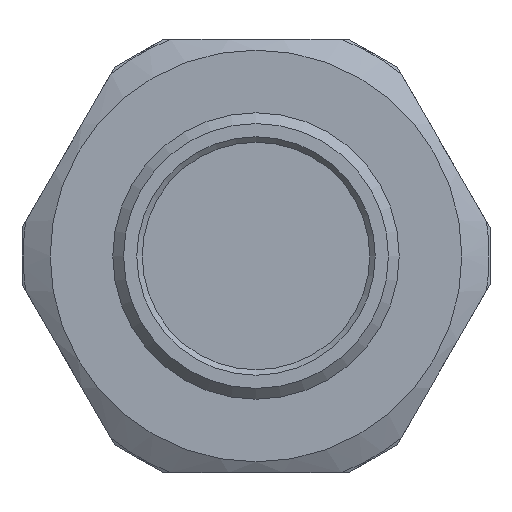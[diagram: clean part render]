
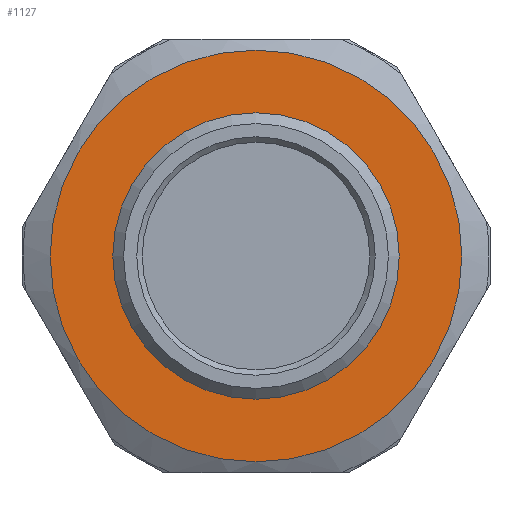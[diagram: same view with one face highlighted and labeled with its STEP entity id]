
A CAD part, front view. The second image highlights one B-rep face of the part: STEP entity #1127.
In plain terms, the highlighted planar face has unit normal (0, -1, 0).
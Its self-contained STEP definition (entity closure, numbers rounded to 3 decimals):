
#130=FACE_BOUND('',#407,.T.);
#340=FACE_OUTER_BOUND('',#406,.T.);
#406=EDGE_LOOP('',(#844));
#407=EDGE_LOOP('',(#845));
#474=CIRCLE('',#1234,12.021);
#475=CIRCLE('',#1236,19.);
#527=VERTEX_POINT('',#1732);
#528=VERTEX_POINT('',#1736);
#647=EDGE_CURVE('',#527,#527,#474,.T.);
#649=EDGE_CURVE('',#528,#528,#475,.T.);
#844=ORIENTED_EDGE('',*,*,#649,.F.);
#845=ORIENTED_EDGE('',*,*,#647,.T.);
#1076=PLANE('',#1235);
#1127=ADVANCED_FACE('',(#340,#130),#1076,.T.);
#1234=AXIS2_PLACEMENT_3D('',#1733,#1416,#1417);
#1235=AXIS2_PLACEMENT_3D('',#1735,#1419,#1420);
#1236=AXIS2_PLACEMENT_3D('',#1737,#1421,#1422);
#1416=DIRECTION('center_axis',(0.,1.,0.));
#1417=DIRECTION('ref_axis',(1.,0.,0.));
#1419=DIRECTION('center_axis',(0.,-1.,0.));
#1420=DIRECTION('ref_axis',(0.,0.,-1.));
#1421=DIRECTION('center_axis',(0.,1.,0.));
#1422=DIRECTION('ref_axis',(1.,0.,0.));
#1732=CARTESIAN_POINT('',(204.31,18.313,257.202));
#1733=CARTESIAN_POINT('Origin',(192.289,18.313,257.202));
#1735=CARTESIAN_POINT('Origin',(173.289,18.313,257.202));
#1736=CARTESIAN_POINT('',(211.289,18.313,257.202));
#1737=CARTESIAN_POINT('Origin',(192.289,18.313,257.202));
